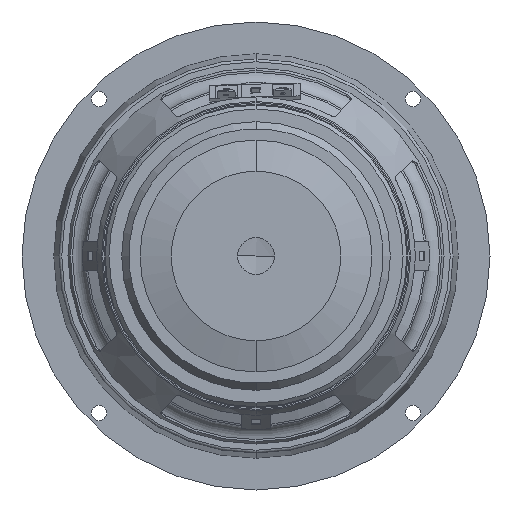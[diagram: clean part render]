
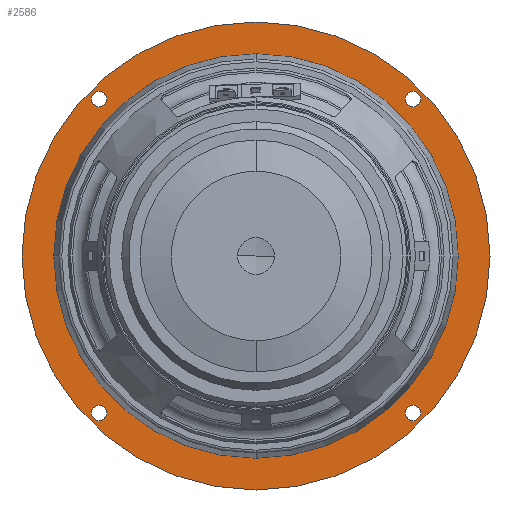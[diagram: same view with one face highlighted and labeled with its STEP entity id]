
A CAD part, front view. The second image highlights one B-rep face of the part: STEP entity #2586.
In plain terms, the highlighted planar face has unit normal (0, -1, 0).
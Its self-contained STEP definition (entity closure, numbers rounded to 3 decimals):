
#95 = ORIENTED_EDGE ( 'NONE', *, *, #6812, .F. ) ;
#301 = EDGE_CURVE ( 'NONE', #625, #4136, #1575, .T. ) ;
#479 = DIRECTION ( 'NONE',  ( 0., 0., -1. ) ) ;
#625 = VERTEX_POINT ( 'NONE', #5646 ) ;
#684 = DIRECTION ( 'NONE',  ( 0., 0., -1. ) ) ;
#686 = EDGE_CURVE ( 'NONE', #5655, #5502, #1263, .T. ) ;
#693 = CIRCLE ( 'NONE', #6647, 2.75 ) ;
#723 = CIRCLE ( 'NONE', #8656, 2.75 ) ;
#792 = EDGE_LOOP ( 'NONE', ( #5063, #1386 ) ) ;
#824 = CARTESIAN_POINT ( 'NONE',  ( 0., 32.238, -82.75 ) ) ;
#863 = CIRCLE ( 'NONE', #2237, 71.5 ) ;
#876 = CIRCLE ( 'NONE', #2859, 2.75 ) ;
#1086 = CARTESIAN_POINT ( 'NONE',  ( -55.508, 32.238, -52.758 ) ) ;
#1107 = FACE_BOUND ( 'NONE', #792, .T. ) ;
#1256 = CARTESIAN_POINT ( 'NONE',  ( 55.508, 32.238, 55.508 ) ) ;
#1263 = CIRCLE ( 'NONE', #3249, 2.75 ) ;
#1276 = CARTESIAN_POINT ( 'NONE',  ( 55.508, 32.238, -55.508 ) ) ;
#1386 = ORIENTED_EDGE ( 'NONE', *, *, #686, .F. ) ;
#1492 = EDGE_CURVE ( 'NONE', #3492, #8024, #2960, .T. ) ;
#1575 = CIRCLE ( 'NONE', #2958, 71.5 ) ;
#1672 = EDGE_LOOP ( 'NONE', ( #3877, #4034 ) ) ;
#1695 = CIRCLE ( 'NONE', #3977, 82.75 ) ;
#1830 = PLANE ( 'NONE',  #5440 ) ;
#1872 = DIRECTION ( 'NONE',  ( 0., 0., -1. ) ) ;
#1941 = ORIENTED_EDGE ( 'NONE', *, *, #7947, .F. ) ;
#2132 = DIRECTION ( 'NONE',  ( 0., -1., 0. ) ) ;
#2146 = VERTEX_POINT ( 'NONE', #7583 ) ;
#2237 = AXIS2_PLACEMENT_3D ( 'NONE', #9218, #2574, #5638 ) ;
#2316 = DIRECTION ( 'NONE',  ( 0., 0., -1. ) ) ;
#2355 = DIRECTION ( 'NONE',  ( 0., -1., 0. ) ) ;
#2405 = DIRECTION ( 'NONE',  ( 0., -1., 0. ) ) ;
#2478 = VERTEX_POINT ( 'NONE', #824 ) ;
#2574 = DIRECTION ( 'NONE',  ( 0., -1., 0. ) ) ;
#2586 = ADVANCED_FACE ( 'NONE', ( #5471, #1107, #4709, #9145, #6244, #8379 ), #1830, .T. ) ;
#2588 = EDGE_CURVE ( 'NONE', #5502, #5655, #693, .T. ) ;
#2664 = CARTESIAN_POINT ( 'NONE',  ( -55.508, 32.238, 52.758 ) ) ;
#2767 = DIRECTION ( 'NONE',  ( 0., -1., 0. ) ) ;
#2859 = AXIS2_PLACEMENT_3D ( 'NONE', #5043, #7096, #5957 ) ;
#2958 = AXIS2_PLACEMENT_3D ( 'NONE', #8468, #4836, #479 ) ;
#2960 = CIRCLE ( 'NONE', #3270, 2.75 ) ;
#3052 = CARTESIAN_POINT ( 'NONE',  ( -55.508, 32.238, -55.508 ) ) ;
#3065 = VERTEX_POINT ( 'NONE', #3443 ) ;
#3072 = CIRCLE ( 'NONE', #3985, 2.75 ) ;
#3147 = CARTESIAN_POINT ( 'NONE',  ( 0., 32.238, -71.5 ) ) ;
#3196 = CARTESIAN_POINT ( 'NONE',  ( -55.508, 32.238, 58.258 ) ) ;
#3249 = AXIS2_PLACEMENT_3D ( 'NONE', #4111, #2767, #4741 ) ;
#3270 = AXIS2_PLACEMENT_3D ( 'NONE', #1256, #3780, #684 ) ;
#3384 = VERTEX_POINT ( 'NONE', #1086 ) ;
#3438 = CARTESIAN_POINT ( 'NONE',  ( -55.508, 32.238, -58.258 ) ) ;
#3443 = CARTESIAN_POINT ( 'NONE',  ( 55.508, 32.238, -58.258 ) ) ;
#3492 = VERTEX_POINT ( 'NONE', #5680 ) ;
#3780 = DIRECTION ( 'NONE',  ( 0., -1., 0. ) ) ;
#3864 = ORIENTED_EDGE ( 'NONE', *, *, #5001, .F. ) ;
#3877 = ORIENTED_EDGE ( 'NONE', *, *, #7055, .F. ) ;
#3935 = CARTESIAN_POINT ( 'NONE',  ( 0., 32.238, 0. ) ) ;
#3977 = AXIS2_PLACEMENT_3D ( 'NONE', #3935, #2355, #6193 ) ;
#3985 = AXIS2_PLACEMENT_3D ( 'NONE', #1276, #2132, #7242 ) ;
#4034 = ORIENTED_EDGE ( 'NONE', *, *, #5398, .F. ) ;
#4038 = CARTESIAN_POINT ( 'NONE',  ( -55.508, 32.238, -55.508 ) ) ;
#4111 = CARTESIAN_POINT ( 'NONE',  ( -55.508, 32.238, 55.508 ) ) ;
#4136 = VERTEX_POINT ( 'NONE', #3147 ) ;
#4191 = EDGE_LOOP ( 'NONE', ( #5767, #3864 ) ) ;
#4363 = EDGE_CURVE ( 'NONE', #5945, #2478, #6853, .T. ) ;
#4709 = FACE_BOUND ( 'NONE', #4191, .T. ) ;
#4741 = DIRECTION ( 'NONE',  ( 0., 0., -1. ) ) ;
#4836 = DIRECTION ( 'NONE',  ( 0., -1., 0. ) ) ;
#5001 = EDGE_CURVE ( 'NONE', #8024, #3492, #7009, .T. ) ;
#5043 = CARTESIAN_POINT ( 'NONE',  ( 55.508, 32.238, -55.508 ) ) ;
#5063 = ORIENTED_EDGE ( 'NONE', *, *, #2588, .F. ) ;
#5173 = AXIS2_PLACEMENT_3D ( 'NONE', #8464, #9047, #5419 ) ;
#5310 = EDGE_LOOP ( 'NONE', ( #9444, #5673 ) ) ;
#5327 = DIRECTION ( 'NONE',  ( 0., 0., -1. ) ) ;
#5391 = DIRECTION ( 'NONE',  ( 0., 0., -1. ) ) ;
#5398 = EDGE_CURVE ( 'NONE', #9062, #3384, #6119, .T. ) ;
#5419 = DIRECTION ( 'NONE',  ( 0., 0., -1. ) ) ;
#5440 = AXIS2_PLACEMENT_3D ( 'NONE', #5515, #2405, #5327 ) ;
#5471 = FACE_BOUND ( 'NONE', #1672, .T. ) ;
#5484 = DIRECTION ( 'NONE',  ( 0., -1., 0. ) ) ;
#5502 = VERTEX_POINT ( 'NONE', #3196 ) ;
#5515 = CARTESIAN_POINT ( 'NONE',  ( 71.5, 32.238, 0. ) ) ;
#5542 = ORIENTED_EDGE ( 'NONE', *, *, #301, .F. ) ;
#5587 = ORIENTED_EDGE ( 'NONE', *, *, #7206, .F. ) ;
#5638 = DIRECTION ( 'NONE',  ( 0., 0., -1. ) ) ;
#5646 = CARTESIAN_POINT ( 'NONE',  ( 0., 32.238, 71.5 ) ) ;
#5655 = VERTEX_POINT ( 'NONE', #2664 ) ;
#5673 = ORIENTED_EDGE ( 'NONE', *, *, #4363, .T. ) ;
#5680 = CARTESIAN_POINT ( 'NONE',  ( 55.508, 32.238, 58.258 ) ) ;
#5767 = ORIENTED_EDGE ( 'NONE', *, *, #1492, .F. ) ;
#5818 = DIRECTION ( 'NONE',  ( 0., -1., 0. ) ) ;
#5945 = VERTEX_POINT ( 'NONE', #9156 ) ;
#5957 = DIRECTION ( 'NONE',  ( 0., 0., -1. ) ) ;
#5981 = DIRECTION ( 'NONE',  ( 0., -1., 0. ) ) ;
#6100 = AXIS2_PLACEMENT_3D ( 'NONE', #8772, #5818, #2316 ) ;
#6119 = CIRCLE ( 'NONE', #7170, 2.75 ) ;
#6185 = EDGE_LOOP ( 'NONE', ( #5542, #1941 ) ) ;
#6193 = DIRECTION ( 'NONE',  ( 0., 0., -1. ) ) ;
#6239 = EDGE_CURVE ( 'NONE', #2478, #5945, #1695, .T. ) ;
#6244 = FACE_OUTER_BOUND ( 'NONE', #5310, .T. ) ;
#6493 = CARTESIAN_POINT ( 'NONE',  ( 55.508, 32.238, 52.758 ) ) ;
#6647 = AXIS2_PLACEMENT_3D ( 'NONE', #7613, #8234, #1872 ) ;
#6812 = EDGE_CURVE ( 'NONE', #3065, #2146, #3072, .T. ) ;
#6853 = CIRCLE ( 'NONE', #6100, 82.75 ) ;
#7009 = CIRCLE ( 'NONE', #5173, 2.75 ) ;
#7055 = EDGE_CURVE ( 'NONE', #3384, #9062, #723, .T. ) ;
#7096 = DIRECTION ( 'NONE',  ( 0., -1., 0. ) ) ;
#7170 = AXIS2_PLACEMENT_3D ( 'NONE', #3052, #5981, #8883 ) ;
#7206 = EDGE_CURVE ( 'NONE', #2146, #3065, #876, .T. ) ;
#7242 = DIRECTION ( 'NONE',  ( 0., 0., -1. ) ) ;
#7583 = CARTESIAN_POINT ( 'NONE',  ( 55.508, 32.238, -52.758 ) ) ;
#7613 = CARTESIAN_POINT ( 'NONE',  ( -55.508, 32.238, 55.508 ) ) ;
#7947 = EDGE_CURVE ( 'NONE', #4136, #625, #863, .T. ) ;
#8024 = VERTEX_POINT ( 'NONE', #6493 ) ;
#8234 = DIRECTION ( 'NONE',  ( 0., -1., 0. ) ) ;
#8379 = FACE_BOUND ( 'NONE', #6185, .T. ) ;
#8464 = CARTESIAN_POINT ( 'NONE',  ( 55.508, 32.238, 55.508 ) ) ;
#8468 = CARTESIAN_POINT ( 'NONE',  ( 0., 32.238, 0. ) ) ;
#8656 = AXIS2_PLACEMENT_3D ( 'NONE', #4038, #5484, #5391 ) ;
#8730 = EDGE_LOOP ( 'NONE', ( #5587, #95 ) ) ;
#8772 = CARTESIAN_POINT ( 'NONE',  ( 0., 32.238, 0. ) ) ;
#8883 = DIRECTION ( 'NONE',  ( 0., 0., -1. ) ) ;
#9047 = DIRECTION ( 'NONE',  ( 0., -1., 0. ) ) ;
#9062 = VERTEX_POINT ( 'NONE', #3438 ) ;
#9145 = FACE_BOUND ( 'NONE', #8730, .T. ) ;
#9156 = CARTESIAN_POINT ( 'NONE',  ( 0., 32.238, 82.75 ) ) ;
#9218 = CARTESIAN_POINT ( 'NONE',  ( 0., 32.238, 0. ) ) ;
#9444 = ORIENTED_EDGE ( 'NONE', *, *, #6239, .T. ) ;
